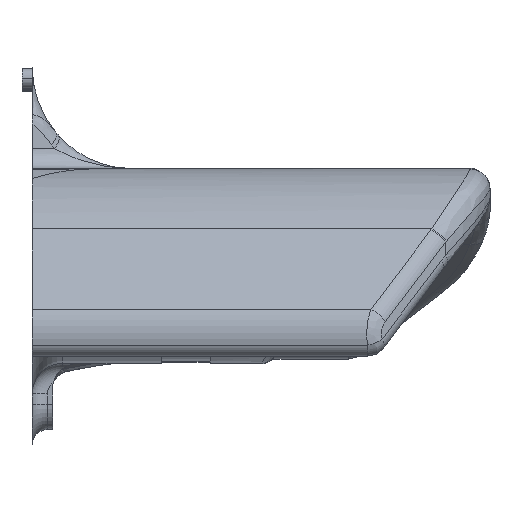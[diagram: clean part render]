
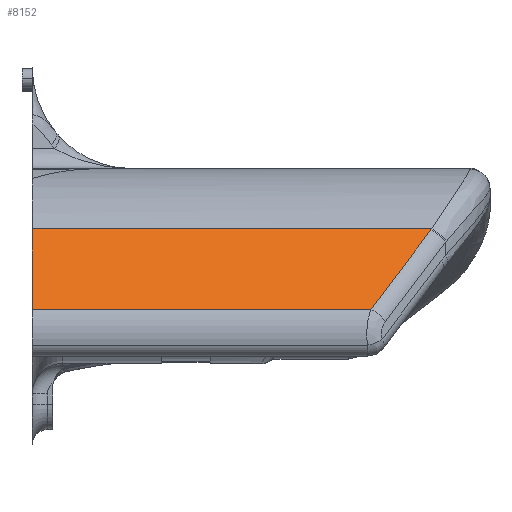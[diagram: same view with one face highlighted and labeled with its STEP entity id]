
A CAD part, top view. The second image highlights one B-rep face of the part: STEP entity #8152.
In plain terms, the highlighted planar face has unit normal (0, 0.602, 0.799).
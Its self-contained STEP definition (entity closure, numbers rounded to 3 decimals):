
#841 = ORIENTED_EDGE ( 'NONE', *, *, #8027, .T. ) ;
#853 = ORIENTED_EDGE ( 'NONE', *, *, #8043, .T. ) ;
#870 = ORIENTED_EDGE ( 'NONE', *, *, #8029, .T. ) ;
#882 = ORIENTED_EDGE ( 'NONE', *, *, #8026, .T. ) ;
#894 = ORIENTED_EDGE ( 'NONE', *, *, #7617, .T. ) ;
#1074 = EDGE_LOOP ( 'NONE', ( #870, #894, #882, #841, #853 ) ) ;
#1392 = LINE ( 'NONE', #1411, #8598 ) ;
#1411 = CARTESIAN_POINT ( 'NONE',  ( 127., 149.6, 123.418 ) ) ;
#1413 = DIRECTION ( 'NONE',  ( 0., -0.799, 0.602 ) ) ;
#2627 =( BOUNDED_CURVE ( )  B_SPLINE_CURVE ( 3, ( #10978, #11020, #11001, #11027 ),
 .UNSPECIFIED., .F., .T. ) 
 B_SPLINE_CURVE_WITH_KNOTS ( ( 4, 4 ),
 ( 3.927, 3.935 ),
 .UNSPECIFIED. ) 
 CURVE ( )  GEOMETRIC_REPRESENTATION_ITEM ( )  RATIONAL_B_SPLINE_CURVE ( ( 1., 1., 1., 1. ) ) 
 REPRESENTATION_ITEM ( '' )  );
#3085 = CARTESIAN_POINT ( 'NONE',  ( 127., 121.804, 144.364 ) ) ;
#3099 = CARTESIAN_POINT ( 'NONE',  ( 127., 137.654, 132.419 ) ) ;
#3134 = CARTESIAN_POINT ( 'NONE',  ( 205.385, 137.454, 132.571 ) ) ;
#3140 = CARTESIAN_POINT ( 'NONE',  ( 193.592, 121.804, 144.364 ) ) ;
#3212 = CARTESIAN_POINT ( 'NONE',  ( 205.535, 137.654, 132.419 ) ) ;
#7617 = EDGE_CURVE ( 'NONE', #8931, #8919, #1392, .T. ) ;
#8026 = EDGE_CURVE ( 'NONE', #8919, #9018, #10945, .T. ) ;
#8027 = EDGE_CURVE ( 'NONE', #9018, #9031, #10955, .T. ) ;
#8029 = EDGE_CURVE ( 'NONE', #9102, #8931, #10941, .T. ) ;
#8043 = EDGE_CURVE ( 'NONE', #9031, #9102, #2627, .T. ) ;
#8152 = ADVANCED_FACE ( 'NONE', ( #11579 ), #11609, .F. ) ;
#8598 = VECTOR ( 'NONE', #1413, 1000. ) ;
#8919 = VERTEX_POINT ( 'NONE', #3085 ) ;
#8931 = VERTEX_POINT ( 'NONE', #3099 ) ;
#9018 = VERTEX_POINT ( 'NONE', #3140 ) ;
#9031 = VERTEX_POINT ( 'NONE', #3134 ) ;
#9102 = VERTEX_POINT ( 'NONE', #3212 ) ;
#10473 = VECTOR ( 'NONE', #10954, 1000. ) ;
#10477 = VECTOR ( 'NONE', #10982, 1000. ) ;
#10480 = VECTOR ( 'NONE', #10940, 1000. ) ;
#10572 = AXIS2_PLACEMENT_3D ( 'NONE', #11593, #11571, #11607 ) ;
#10940 = DIRECTION ( 'NONE',  ( 0.516, 0.684, -0.516 ) ) ;
#10941 = LINE ( 'NONE', #10963, #10477 ) ;
#10945 = LINE ( 'NONE', #10981, #10473 ) ;
#10954 = DIRECTION ( 'NONE',  ( 1., 0., 0. ) ) ;
#10955 = LINE ( 'NONE', #10976, #10480 ) ;
#10963 = CARTESIAN_POINT ( 'NONE',  ( 87.059, 137.654, 132.419 ) ) ;
#10976 = CARTESIAN_POINT ( 'NONE',  ( 215.192, 150.469, 122.763 ) ) ;
#10978 = CARTESIAN_POINT ( 'NONE',  ( 205.385, 137.454, 132.571 ) ) ;
#10981 = CARTESIAN_POINT ( 'NONE',  ( 217., 121.804, 144.364 ) ) ;
#10982 = DIRECTION ( 'NONE',  ( -1., 0., 0. ) ) ;
#11001 = CARTESIAN_POINT ( 'NONE',  ( 205.485, 137.587, 132.47 ) ) ;
#11020 = CARTESIAN_POINT ( 'NONE',  ( 205.435, 137.52, 132.52 ) ) ;
#11027 = CARTESIAN_POINT ( 'NONE',  ( 205.535, 137.654, 132.419 ) ) ;
#11571 = DIRECTION ( 'NONE',  ( 0., -0.602, -0.799 ) ) ;
#11579 = FACE_OUTER_BOUND ( 'NONE', #1074, .T. ) ;
#11593 = CARTESIAN_POINT ( 'NONE',  ( 217., 149.6, 123.418 ) ) ;
#11607 = DIRECTION ( 'NONE',  ( 0., 0.799, -0.602 ) ) ;
#11609 = PLANE ( 'NONE',  #10572 ) ;
